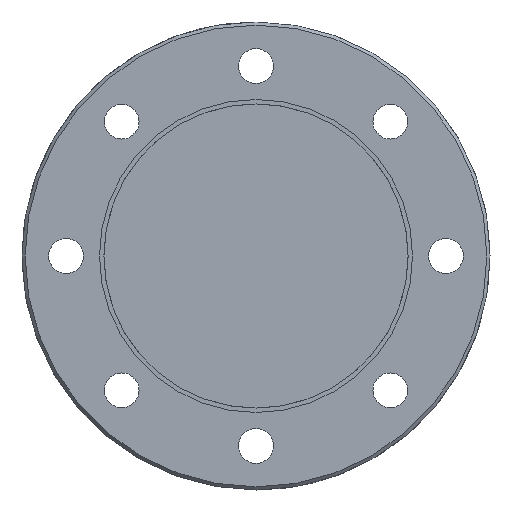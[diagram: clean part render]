
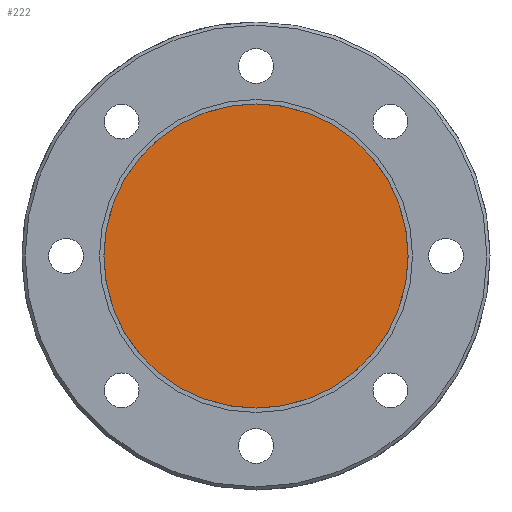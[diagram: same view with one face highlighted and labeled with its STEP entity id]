
A CAD part, front view. The second image highlights one B-rep face of the part: STEP entity #222.
In plain terms, the highlighted planar face has unit normal (0, -1, 0).
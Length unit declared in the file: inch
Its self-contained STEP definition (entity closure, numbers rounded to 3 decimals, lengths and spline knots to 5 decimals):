
#19 = DIRECTION ( 'NONE',  ( 0., 0., -1. ) ) ;
#20 = DIRECTION ( 'NONE',  ( 0., -1., 0. ) ) ;
#23 = PLANE ( 'NONE',  #1525 ) ;
#25 = CARTESIAN_POINT ( 'NONE',  ( 0., 0.014, 0. ) ) ;
#222 = ADVANCED_FACE ( 'NONE', ( #2199 ), #23, .T. ) ;
#328 = CIRCLE ( 'NONE', #2524, 1.4525 ) ;
#484 = CIRCLE ( 'NONE', #2619, 1.4525 ) ;
#569 = CARTESIAN_POINT ( 'NONE',  ( 0., 0.014, -1.4525 ) ) ;
#627 = CARTESIAN_POINT ( 'NONE',  ( 0., 0.014, 1.4525 ) ) ;
#1044 = EDGE_CURVE ( 'NONE', #2142, #2327, #484, .T. ) ;
#1154 = EDGE_CURVE ( 'NONE', #2327, #2142, #328, .T. ) ;
#1384 = CARTESIAN_POINT ( 'NONE',  ( 0., 0.014, 0. ) ) ;
#1385 = DIRECTION ( 'NONE',  ( 0., 1., 0. ) ) ;
#1389 = DIRECTION ( 'NONE',  ( 0., 0., 1. ) ) ;
#1525 = AXIS2_PLACEMENT_3D ( 'NONE', #25, #20, #19 ) ;
#1579 = DIRECTION ( 'NONE',  ( 0., 0., 1. ) ) ;
#1580 = DIRECTION ( 'NONE',  ( 0., 1., 0. ) ) ;
#1581 = CARTESIAN_POINT ( 'NONE',  ( 0., 0.014, 0. ) ) ;
#1861 = ORIENTED_EDGE ( 'NONE', *, *, #1154, .F. ) ;
#2076 = ORIENTED_EDGE ( 'NONE', *, *, #1044, .F. ) ;
#2142 = VERTEX_POINT ( 'NONE', #627 ) ;
#2199 = FACE_OUTER_BOUND ( 'NONE', #2366, .T. ) ;
#2327 = VERTEX_POINT ( 'NONE', #569 ) ;
#2366 = EDGE_LOOP ( 'NONE', ( #2076, #1861 ) ) ;
#2524 = AXIS2_PLACEMENT_3D ( 'NONE', #1384, #1385, #1389 ) ;
#2619 = AXIS2_PLACEMENT_3D ( 'NONE', #1581, #1580, #1579 ) ;
